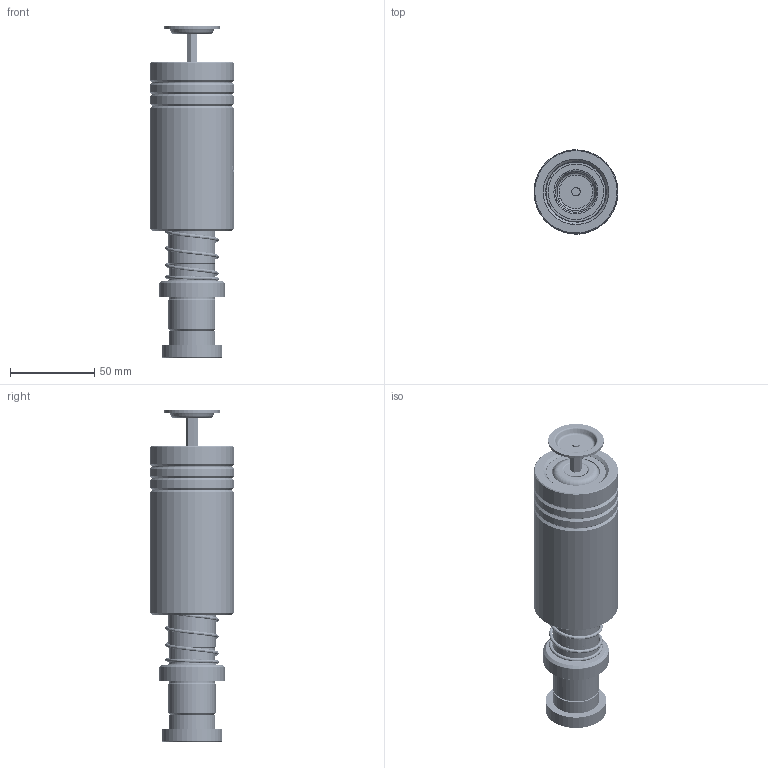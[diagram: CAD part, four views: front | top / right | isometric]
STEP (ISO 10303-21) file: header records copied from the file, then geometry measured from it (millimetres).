
FILE_DESCRIPTION (( 'STEP AP214' ), '1' );
FILE_NAME ('HMSH(HMJH)-D28-L140(BL-100).STEP', '2021-08-28T02:57:35', ( '' ), ( '' ), 'SwSTEP 2.0', 'SolidWorks 2016', '' );
FILE_SCHEMA (( 'AUTOMOTIVE_DESIGN' ));
Length unit declared in the file: millimetre
Products named in the file (275): BALL-D4; HWP-D31.3-d28.5-L60; GTM-3-縐种; HMSH(HMJH)-D28-L140(BL-100); GTM-33; DRPM蹟簽D28; TBB-D50-d36-L100; BSH-D35.5-28.5-L75郪蚾; BSH-35.5-28.5-L75; GTM-M12蹟簽; DRPM-D28-L140; GTM-33郪蚾
Assembly tree (267 placements, depth 3):
  BALL-D4
  BALL-D4
  BALL-D4
  BALL-D4
  BALL-D4
Bounding box: 49.93 x 49.86 x 197.47 mm (x, y, z)
Volume: 228389.2 mm3; surface area: 99046.4 mm2
Topology: 260 solids, 260 shells, 1230 faces, 5116 edges, 3392 vertices
Faces by surface type: sphere 1008, cylinder 68, plane 50, cone 46, torus 36, bspline 22
Entity records: 57339 total; most frequent: CARTESIAN_POINT 33681, ORIENTED_EDGE 4158, DIRECTION 3642, EDGE_CURVE 2079, AXIS2_PLACEMENT_3D 1720, VERTEX_POINT 1356, EDGE_LOOP 1229, B_SPLINE_CURVE_WITH_KNOTS 1120
